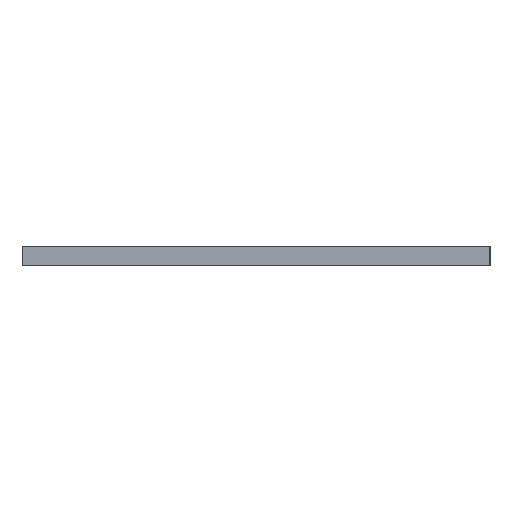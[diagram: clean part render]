
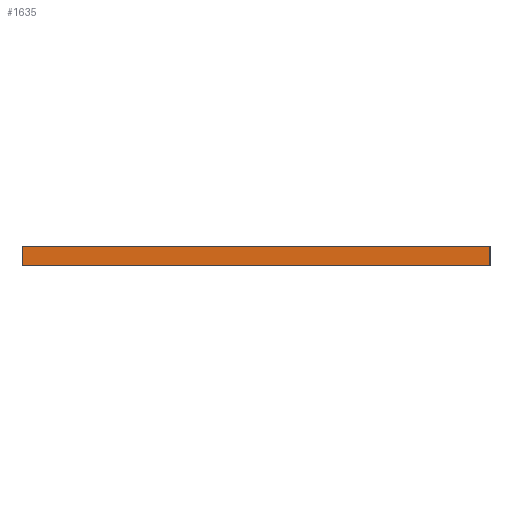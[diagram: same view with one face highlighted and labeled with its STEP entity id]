
A CAD part, front view. The second image highlights one B-rep face of the part: STEP entity #1635.
In plain terms, the highlighted planar face has unit normal (0, -1, 0).
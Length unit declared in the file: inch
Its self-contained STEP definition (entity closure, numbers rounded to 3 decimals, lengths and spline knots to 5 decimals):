
#1455=CARTESIAN_POINT('',(5.25,-0.75,0.0));
#1456=VERTEX_POINT('',#1455);
#1473=CARTESIAN_POINT('',(5.25,-0.75,0.25));
#1474=VERTEX_POINT('',#1473);
#1481=CARTESIAN_POINT('',(5.25,-0.75,0.25));
#1482=DIRECTION('',(0.0,0.0,-1.0));
#1483=VECTOR('',#1482,0.25);
#1484=LINE('',#1481,#1483);
#1485=EDGE_CURVE('',#1474,#1456,#1484,.T.);
#1588=CARTESIAN_POINT('',(-0.75,-0.75,0.0));
#1589=VERTEX_POINT('',#1588);
#1596=CARTESIAN_POINT('',(-0.75,-0.75,0.25));
#1597=VERTEX_POINT('',#1596);
#1598=CARTESIAN_POINT('',(-0.75,-0.75,0.25));
#1599=DIRECTION('',(0.0,0.0,-1.0));
#1600=VECTOR('',#1599,0.25);
#1601=LINE('',#1598,#1600);
#1602=EDGE_CURVE('',#1597,#1589,#1601,.T.);
#1614=CARTESIAN_POINT('',(-0.75,-0.75,0.25));
#1615=DIRECTION('',(0.0,-1.0,0.0));
#1616=DIRECTION('',(0.0,0.0,1.0));
#1617=AXIS2_PLACEMENT_3D('',#1614,#1615,#1616);
#1618=PLANE('',#1617);
#1619=CARTESIAN_POINT('',(-0.75,-0.75,0.0));
#1620=DIRECTION('',(1.0,0.0,0.0));
#1621=VECTOR('',#1620,6.0);
#1622=LINE('',#1619,#1621);
#1623=EDGE_CURVE('',#1589,#1456,#1622,.T.);
#1624=ORIENTED_EDGE('',*,*,#1623,.T.);
#1625=ORIENTED_EDGE('',*,*,#1485,.F.);
#1626=CARTESIAN_POINT('',(5.25,-0.75,0.25));
#1627=DIRECTION('',(-1.0,0.0,0.0));
#1628=VECTOR('',#1627,6.0);
#1629=LINE('',#1626,#1628);
#1630=EDGE_CURVE('',#1474,#1597,#1629,.T.);
#1631=ORIENTED_EDGE('',*,*,#1630,.T.);
#1632=ORIENTED_EDGE('',*,*,#1602,.T.);
#1633=EDGE_LOOP('',(#1624,#1625,#1631,#1632));
#1634=FACE_OUTER_BOUND('',#1633,.T.);
#1635=ADVANCED_FACE('',(#1634),#1618,.T.);
